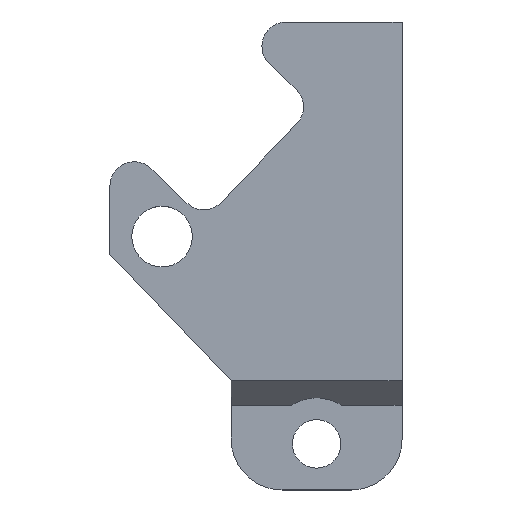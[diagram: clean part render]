
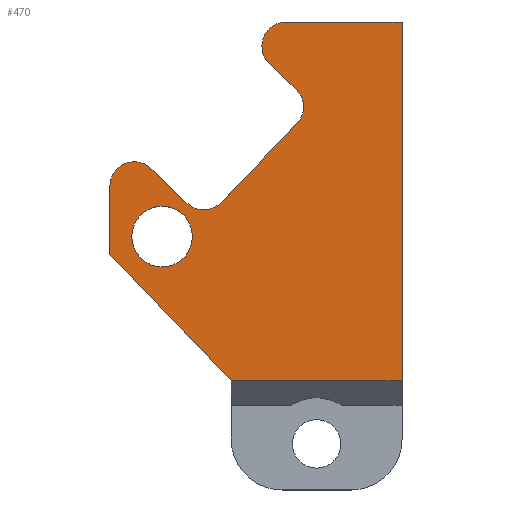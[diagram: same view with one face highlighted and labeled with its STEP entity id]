
A CAD part, top view. The second image highlights one B-rep face of the part: STEP entity #470.
In plain terms, the highlighted planar face has unit normal (0, 0, 1).
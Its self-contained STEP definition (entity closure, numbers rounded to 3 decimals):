
#15=FACE_BOUND('',#61,.T.);
#20=PLANE('',#516);
#36=FACE_OUTER_BOUND('',#60,.T.);
#60=EDGE_LOOP('',(#312,#313,#314,#315,#316,#317,#318,#319,#320,#321,#322,
#323));
#61=EDGE_LOOP('',(#324));
#88=LINE('',#701,#134);
#91=LINE('',#707,#137);
#92=LINE('',#711,#138);
#93=LINE('',#715,#139);
#94=LINE('',#719,#140);
#95=LINE('',#721,#141);
#96=LINE('',#723,#142);
#97=LINE('',#724,#143);
#134=VECTOR('',#567,10.);
#137=VECTOR('',#572,10.);
#138=VECTOR('',#575,10.);
#139=VECTOR('',#578,10.);
#140=VECTOR('',#581,10.);
#141=VECTOR('',#582,10.);
#142=VECTOR('',#583,10.);
#143=VECTOR('',#584,10.);
#179=CIRCLE('',#514,1.);
#180=CIRCLE('',#517,1.);
#181=CIRCLE('',#518,1.);
#182=CIRCLE('',#519,1.);
#183=CIRCLE('',#520,1.25);
#198=VERTEX_POINT('',#694);
#199=VERTEX_POINT('',#696);
#200=VERTEX_POINT('',#700);
#202=VERTEX_POINT('',#706);
#203=VERTEX_POINT('',#708);
#204=VERTEX_POINT('',#710);
#205=VERTEX_POINT('',#712);
#206=VERTEX_POINT('',#714);
#207=VERTEX_POINT('',#716);
#208=VERTEX_POINT('',#718);
#209=VERTEX_POINT('',#720);
#210=VERTEX_POINT('',#722);
#211=VERTEX_POINT('',#725);
#241=EDGE_CURVE('',#198,#199,#179,.T.);
#243=EDGE_CURVE('',#200,#199,#88,.T.);
#246=EDGE_CURVE('',#198,#202,#91,.T.);
#247=EDGE_CURVE('',#203,#202,#180,.T.);
#248=EDGE_CURVE('',#203,#204,#92,.T.);
#249=EDGE_CURVE('',#205,#204,#181,.T.);
#250=EDGE_CURVE('',#205,#206,#93,.T.);
#251=EDGE_CURVE('',#207,#206,#182,.T.);
#252=EDGE_CURVE('',#207,#208,#94,.T.);
#253=EDGE_CURVE('',#208,#209,#95,.T.);
#254=EDGE_CURVE('',#210,#209,#96,.T.);
#255=EDGE_CURVE('',#210,#200,#97,.T.);
#256=EDGE_CURVE('',#211,#211,#183,.T.);
#312=ORIENTED_EDGE('',*,*,#241,.F.);
#313=ORIENTED_EDGE('',*,*,#246,.T.);
#314=ORIENTED_EDGE('',*,*,#247,.F.);
#315=ORIENTED_EDGE('',*,*,#248,.T.);
#316=ORIENTED_EDGE('',*,*,#249,.F.);
#317=ORIENTED_EDGE('',*,*,#250,.T.);
#318=ORIENTED_EDGE('',*,*,#251,.F.);
#319=ORIENTED_EDGE('',*,*,#252,.T.);
#320=ORIENTED_EDGE('',*,*,#253,.T.);
#321=ORIENTED_EDGE('',*,*,#254,.F.);
#322=ORIENTED_EDGE('',*,*,#255,.T.);
#323=ORIENTED_EDGE('',*,*,#243,.T.);
#324=ORIENTED_EDGE('',*,*,#256,.T.);
#470=ADVANCED_FACE('',(#36,#15),#20,.T.);
#514=AXIS2_PLACEMENT_3D('',#697,#562,#563);
#516=AXIS2_PLACEMENT_3D('',#705,#570,#571);
#517=AXIS2_PLACEMENT_3D('',#709,#573,#574);
#518=AXIS2_PLACEMENT_3D('',#713,#576,#577);
#519=AXIS2_PLACEMENT_3D('',#717,#579,#580);
#520=AXIS2_PLACEMENT_3D('',#726,#585,#586);
#562=DIRECTION('center_axis',(0.,0.,-1.));
#563=DIRECTION('ref_axis',(0.,1.,0.));
#567=DIRECTION('',(-1.,0.,0.));
#570=DIRECTION('center_axis',(0.,0.,1.));
#571=DIRECTION('ref_axis',(1.,0.,0.));
#572=DIRECTION('',(0.721,-0.693,0.));
#573=DIRECTION('center_axis',(0.,0.,1.));
#574=DIRECTION('ref_axis',(1.,0.02,0.));
#575=DIRECTION('',(-0.693,-0.721,0.));
#576=DIRECTION('center_axis',(0.,0.,1.));
#577=DIRECTION('ref_axis',(0.02,-1.,0.));
#578=DIRECTION('',(-0.721,0.693,0.));
#579=DIRECTION('center_axis',(0.,0.,-1.));
#580=DIRECTION('ref_axis',(0.693,0.721,0.));
#581=DIRECTION('',(0.,-1.,0.));
#582=DIRECTION('',(0.693,-0.721,0.));
#583=DIRECTION('',(-1.,0.,0.));
#584=DIRECTION('',(0.,1.,0.));
#585=DIRECTION('center_axis',(0.,0.,-1.));
#586=DIRECTION('ref_axis',(-1.,0.,0.));
#694=CARTESIAN_POINT('',(-3.074,8.129,1.));
#696=CARTESIAN_POINT('',(-2.381,9.85,1.));
#697=CARTESIAN_POINT('Origin',(-2.381,8.85,1.));
#700=CARTESIAN_POINT('',(2.4,9.85,1.));
#701=CARTESIAN_POINT('',(-0.613,9.85,1.));
#705=CARTESIAN_POINT('Origin',(-3.625,2.5,1.));
#706=CARTESIAN_POINT('',(-1.97,7.069,1.));
#707=CARTESIAN_POINT('',(-2.702,7.772,1.));
#708=CARTESIAN_POINT('',(-1.942,5.655,1.));
#709=CARTESIAN_POINT('Origin',(-2.663,6.347,1.));
#710=CARTESIAN_POINT('',(-5.059,2.41,1.));
#711=CARTESIAN_POINT('',(-2.787,4.775,1.));
#712=CARTESIAN_POINT('',(-6.473,2.381,1.));
#713=CARTESIAN_POINT('Origin',(-5.781,3.102,1.));
#714=CARTESIAN_POINT('',(-7.957,3.807,1.));
#715=CARTESIAN_POINT('',(-5.402,1.352,1.));
#716=CARTESIAN_POINT('',(-9.65,3.086,1.));
#717=CARTESIAN_POINT('Origin',(-8.65,3.086,1.));
#718=CARTESIAN_POINT('',(-9.65,0.254,1.));
#719=CARTESIAN_POINT('',(-9.65,4.85,1.));
#720=CARTESIAN_POINT('',(-4.65,-4.95,1.));
#721=CARTESIAN_POINT('',(-9.65,0.254,1.));
#722=CARTESIAN_POINT('',(2.4,-4.95,1.));
#723=CARTESIAN_POINT('',(-4.138,-4.95,1.));
#724=CARTESIAN_POINT('',(2.4,-4.95,1.));
#725=CARTESIAN_POINT('',(-6.25,1.,1.));
#726=CARTESIAN_POINT('Origin',(-7.5,1.,1.));
